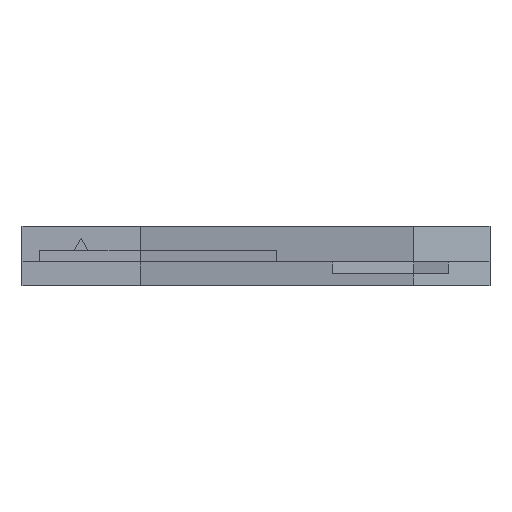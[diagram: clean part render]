
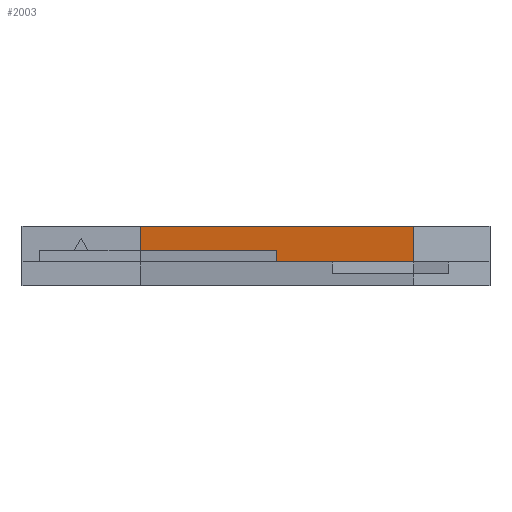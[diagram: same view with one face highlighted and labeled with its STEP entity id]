
A CAD part, left-side view. The second image highlights one B-rep face of the part: STEP entity #2003.
In plain terms, the highlighted planar face has unit normal (-0.986, 0.169, 0).
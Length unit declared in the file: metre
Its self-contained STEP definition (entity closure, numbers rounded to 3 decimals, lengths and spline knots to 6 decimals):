
#412=ORIENTED_EDGE('',*,*,#810,.F.);
#413=ORIENTED_EDGE('',*,*,#811,.F.);
#414=ORIENTED_EDGE('',*,*,#812,.T.);
#415=ORIENTED_EDGE('',*,*,#813,.T.);
#810=EDGE_CURVE('',#1035,#1036,#1261,.T.);
#811=EDGE_CURVE('',#1037,#1035,#1262,.T.);
#812=EDGE_CURVE('',#1037,#1038,#1263,.T.);
#813=EDGE_CURVE('',#1038,#1036,#1264,.T.);
#1035=VERTEX_POINT('',#3146);
#1036=VERTEX_POINT('',#3147);
#1037=VERTEX_POINT('',#3149);
#1038=VERTEX_POINT('',#3151);
#1261=LINE('',#3145,#1526);
#1262=LINE('',#3148,#1527);
#1263=LINE('',#3150,#1528);
#1264=LINE('',#3152,#1529);
#1526=VECTOR('',#2573,1.);
#1527=VECTOR('',#2574,1.);
#1528=VECTOR('',#2575,1.);
#1529=VECTOR('',#2576,1.);
#1682=EDGE_LOOP('',(#412,#413,#414,#415));
#1797=FACE_BOUND('',#1682,.T.);
#1897=PLANE('',#2177);
#2003=ADVANCED_FACE('',(#1797),#1897,.T.);
#2177=AXIS2_PLACEMENT_3D('',#3144,#2571,#2572);
#2571=DIRECTION('',(-0.986,0.168,0.));
#2572=DIRECTION('',(-0.168,-0.986,0.));
#2573=DIRECTION('',(0.168,0.986,0.));
#2574=DIRECTION('',(0.,0.,-1.));
#2575=DIRECTION('',(0.168,0.986,0.));
#2576=DIRECTION('',(0.,0.,-1.));
#3144=CARTESIAN_POINT('',(0.000396,0.011089,0.002));
#3145=CARTESIAN_POINT('',(0.000396,0.011089,0.));
#3146=CARTESIAN_POINT('',(-0.0015,0.,0.));
#3147=CARTESIAN_POINT('',(0.00246,0.023164,0.));
#3148=CARTESIAN_POINT('',(-0.0015,0.,0.002));
#3149=CARTESIAN_POINT('',(-0.0015,0.,0.005));
#3150=CARTESIAN_POINT('',(0.000396,0.011089,0.005));
#3151=CARTESIAN_POINT('',(0.00246,0.023164,0.005));
#3152=CARTESIAN_POINT('',(0.00246,0.023164,0.002));
